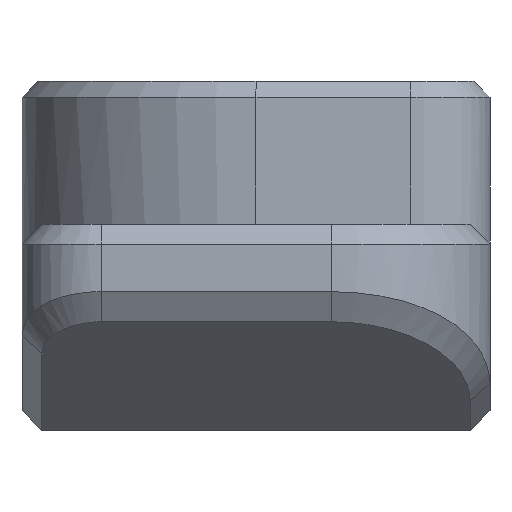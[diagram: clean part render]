
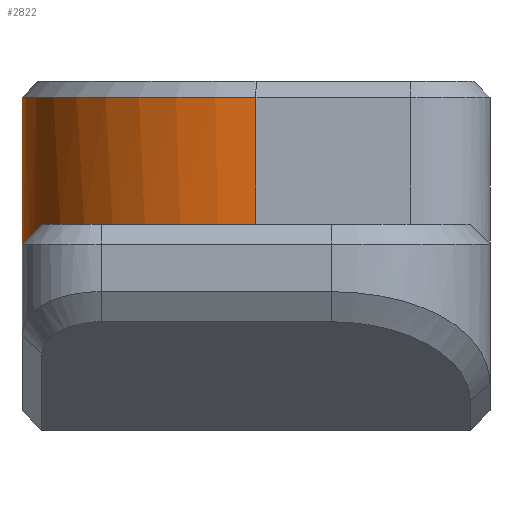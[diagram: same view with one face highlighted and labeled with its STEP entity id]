
A CAD part, left-side view. The second image highlights one B-rep face of the part: STEP entity #2822.
In plain terms, the highlighted cylindrical face has radius 2.95 mm (diameter 5.9 mm), a partial arc.
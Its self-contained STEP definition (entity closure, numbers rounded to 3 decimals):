
#557 = PLANE('',#558);
#558 = AXIS2_PLACEMENT_3D('',#559,#560,#561);
#559 = CARTESIAN_POINT('',(0.089,0.089,2.6));
#560 = DIRECTION('',(-0.,-0.,-1.));
#561 = DIRECTION('',(-1.,0.,0.));
#797 = PLANE('',#798);
#798 = AXIS2_PLACEMENT_3D('',#799,#800,#801);
#799 = CARTESIAN_POINT('',(-2.95,0.,4.4));
#800 = DIRECTION('',(-1.,0.,0.));
#801 = DIRECTION('',(0.,-1.,0.));
#1453 = EDGE_CURVE('',#1454,#1456,#1458,.T.);
#1454 = VERTEX_POINT('',#1455);
#1455 = CARTESIAN_POINT('',(-1.188,2.7,2.6));
#1456 = VERTEX_POINT('',#1457);
#1457 = CARTESIAN_POINT('',(-2.95,0.,2.6));
#1458 = SURFACE_CURVE('',#1459,(#1464,#1475),.PCURVE_S1.);
#1459 = CIRCLE('',#1460,2.95);
#1460 = AXIS2_PLACEMENT_3D('',#1461,#1462,#1463);
#1461 = CARTESIAN_POINT('',(0.,0.,2.6));
#1462 = DIRECTION('',(0.,0.,1.));
#1463 = DIRECTION('',(1.,0.,0.));
#1464 = PCURVE('',#557,#1465);
#1465 = DEFINITIONAL_REPRESENTATION('',(#1466),#1474);
#1466 = ( BOUNDED_CURVE() B_SPLINE_CURVE(2,(#1467,#1468,#1469,#1470,
#1471,#1472,#1473),.UNSPECIFIED.,.T.,.F.) B_SPLINE_CURVE_WITH_KNOTS((1,2
    ,2,2,2,1),(-2.094,0.,2.094,4.189,
6.283,8.378),.UNSPECIFIED.) CURVE() 
GEOMETRIC_REPRESENTATION_ITEM() RATIONAL_B_SPLINE_CURVE((1.,0.5,1.,0.5,
1.,0.5,1.)) REPRESENTATION_ITEM('') );
#1467 = CARTESIAN_POINT('',(-2.861,-0.089));
#1468 = CARTESIAN_POINT('',(-2.861,5.02));
#1469 = CARTESIAN_POINT('',(1.564,2.466));
#1470 = CARTESIAN_POINT('',(5.989,-0.089));
#1471 = CARTESIAN_POINT('',(1.564,-2.644));
#1472 = CARTESIAN_POINT('',(-2.861,-5.199));
#1473 = CARTESIAN_POINT('',(-2.861,-0.089));
#1474 = ( GEOMETRIC_REPRESENTATION_CONTEXT(2) 
PARAMETRIC_REPRESENTATION_CONTEXT() REPRESENTATION_CONTEXT('2D SPACE',''
  ) );
#1475 = PCURVE('',#1476,#1481);
#1476 = CYLINDRICAL_SURFACE('',#1477,2.95);
#1477 = AXIS2_PLACEMENT_3D('',#1478,#1479,#1480);
#1478 = CARTESIAN_POINT('',(0.,0.,4.4));
#1479 = DIRECTION('',(0.,0.,1.));
#1480 = DIRECTION('',(1.,0.,0.));
#1481 = DEFINITIONAL_REPRESENTATION('',(#1482),#1486);
#1482 = LINE('',#1483,#1484);
#1483 = CARTESIAN_POINT('',(0.,-1.8));
#1484 = VECTOR('',#1485,1.);
#1485 = DIRECTION('',(1.,0.));
#1486 = ( GEOMETRIC_REPRESENTATION_CONTEXT(2) 
PARAMETRIC_REPRESENTATION_CONTEXT() REPRESENTATION_CONTEXT('2D SPACE',''
  ) );
#1579 = PLANE('',#1580);
#1580 = AXIS2_PLACEMENT_3D('',#1581,#1582,#1583);
#1581 = CARTESIAN_POINT('',(-4.45,2.825,2.475));
#1582 = DIRECTION('',(0.,-0.707,-0.707));
#1583 = DIRECTION('',(1.,0.,0.));
#1812 = VERTEX_POINT('',#1813);
#1813 = CARTESIAN_POINT('',(-2.95,0.,4.2));
#1839 = EDGE_CURVE('',#1812,#1456,#1840,.T.);
#1840 = SURFACE_CURVE('',#1841,(#1845,#1852),.PCURVE_S1.);
#1841 = LINE('',#1842,#1843);
#1842 = CARTESIAN_POINT('',(-2.95,0.,4.4));
#1843 = VECTOR('',#1844,1.);
#1844 = DIRECTION('',(-0.,-0.,-1.));
#1845 = PCURVE('',#797,#1846);
#1846 = DEFINITIONAL_REPRESENTATION('',(#1847),#1851);
#1847 = LINE('',#1848,#1849);
#1848 = CARTESIAN_POINT('',(0.,0.));
#1849 = VECTOR('',#1850,1.);
#1850 = DIRECTION('',(0.,-1.));
#1851 = ( GEOMETRIC_REPRESENTATION_CONTEXT(2) 
PARAMETRIC_REPRESENTATION_CONTEXT() REPRESENTATION_CONTEXT('2D SPACE',''
  ) );
#1852 = PCURVE('',#1476,#1853);
#1853 = DEFINITIONAL_REPRESENTATION('',(#1854),#1858);
#1854 = LINE('',#1855,#1856);
#1855 = CARTESIAN_POINT('',(3.142,0.));
#1856 = VECTOR('',#1857,1.);
#1857 = DIRECTION('',(0.,-1.));
#1858 = ( GEOMETRIC_REPRESENTATION_CONTEXT(2) 
PARAMETRIC_REPRESENTATION_CONTEXT() REPRESENTATION_CONTEXT('2D SPACE',''
  ) );
#2270 = CONICAL_SURFACE('',#2271,2.95,0.785);
#2271 = AXIS2_PLACEMENT_3D('',#2272,#2273,#2274);
#2272 = CARTESIAN_POINT('',(0.,0.,4.2));
#2273 = DIRECTION('',(0.,0.,-1.));
#2274 = DIRECTION('',(0.,1.,0.));
#2755 = PLANE('',#2756);
#2756 = AXIS2_PLACEMENT_3D('',#2757,#2758,#2759);
#2757 = CARTESIAN_POINT('',(-5.45,2.95,0.));
#2758 = DIRECTION('',(0.,1.,0.));
#2759 = DIRECTION('',(1.,0.,0.));
#2822 = ADVANCED_FACE('',(#2823),#1476,.T.);
#2823 = FACE_BOUND('',#2824,.T.);
#2824 = EDGE_LOOP('',(#2825,#2826,#2827,#2851,#2874,#2897));
#2825 = ORIENTED_EDGE('',*,*,#1453,.T.);
#2826 = ORIENTED_EDGE('',*,*,#1839,.F.);
#2827 = ORIENTED_EDGE('',*,*,#2828,.F.);
#2828 = EDGE_CURVE('',#2829,#1812,#2831,.T.);
#2829 = VERTEX_POINT('',#2830);
#2830 = CARTESIAN_POINT('',(0.,2.95,4.2));
#2831 = SURFACE_CURVE('',#2832,(#2837,#2844),.PCURVE_S1.);
#2832 = CIRCLE('',#2833,2.95);
#2833 = AXIS2_PLACEMENT_3D('',#2834,#2835,#2836);
#2834 = CARTESIAN_POINT('',(0.,0.,4.2));
#2835 = DIRECTION('',(0.,-0.,1.));
#2836 = DIRECTION('',(0.,1.,0.));
#2837 = PCURVE('',#1476,#2838);
#2838 = DEFINITIONAL_REPRESENTATION('',(#2839),#2843);
#2839 = LINE('',#2840,#2841);
#2840 = CARTESIAN_POINT('',(1.571,-0.2));
#2841 = VECTOR('',#2842,1.);
#2842 = DIRECTION('',(1.,0.));
#2843 = ( GEOMETRIC_REPRESENTATION_CONTEXT(2) 
PARAMETRIC_REPRESENTATION_CONTEXT() REPRESENTATION_CONTEXT('2D SPACE',''
  ) );
#2844 = PCURVE('',#2270,#2845);
#2845 = DEFINITIONAL_REPRESENTATION('',(#2846),#2850);
#2846 = LINE('',#2847,#2848);
#2847 = CARTESIAN_POINT('',(-0.,0.));
#2848 = VECTOR('',#2849,1.);
#2849 = DIRECTION('',(-1.,0.));
#2850 = ( GEOMETRIC_REPRESENTATION_CONTEXT(2) 
PARAMETRIC_REPRESENTATION_CONTEXT() REPRESENTATION_CONTEXT('2D SPACE',''
  ) );
#2851 = ORIENTED_EDGE('',*,*,#2852,.T.);
#2852 = EDGE_CURVE('',#2829,#2853,#2855,.T.);
#2853 = VERTEX_POINT('',#2854);
#2854 = CARTESIAN_POINT('',(0.,2.95,2.6));
#2855 = SURFACE_CURVE('',#2856,(#2860,#2867),.PCURVE_S1.);
#2856 = LINE('',#2857,#2858);
#2857 = CARTESIAN_POINT('',(0.,2.95,4.4));
#2858 = VECTOR('',#2859,1.);
#2859 = DIRECTION('',(-0.,-0.,-1.));
#2860 = PCURVE('',#1476,#2861);
#2861 = DEFINITIONAL_REPRESENTATION('',(#2862),#2866);
#2862 = LINE('',#2863,#2864);
#2863 = CARTESIAN_POINT('',(1.571,0.));
#2864 = VECTOR('',#2865,1.);
#2865 = DIRECTION('',(0.,-1.));
#2866 = ( GEOMETRIC_REPRESENTATION_CONTEXT(2) 
PARAMETRIC_REPRESENTATION_CONTEXT() REPRESENTATION_CONTEXT('2D SPACE',''
  ) );
#2867 = PCURVE('',#2755,#2868);
#2868 = DEFINITIONAL_REPRESENTATION('',(#2869),#2873);
#2869 = LINE('',#2870,#2871);
#2870 = CARTESIAN_POINT('',(5.45,-4.4));
#2871 = VECTOR('',#2872,1.);
#2872 = DIRECTION('',(0.,1.));
#2873 = ( GEOMETRIC_REPRESENTATION_CONTEXT(2) 
PARAMETRIC_REPRESENTATION_CONTEXT() REPRESENTATION_CONTEXT('2D SPACE',''
  ) );
#2874 = ORIENTED_EDGE('',*,*,#2875,.T.);
#2875 = EDGE_CURVE('',#2853,#2876,#2878,.T.);
#2876 = VERTEX_POINT('',#2877);
#2877 = CARTESIAN_POINT('',(0.,2.95,2.35));
#2878 = SURFACE_CURVE('',#2879,(#2883,#2890),.PCURVE_S1.);
#2879 = LINE('',#2880,#2881);
#2880 = CARTESIAN_POINT('',(0.,2.95,4.4));
#2881 = VECTOR('',#2882,1.);
#2882 = DIRECTION('',(-0.,-0.,-1.));
#2883 = PCURVE('',#1476,#2884);
#2884 = DEFINITIONAL_REPRESENTATION('',(#2885),#2889);
#2885 = LINE('',#2886,#2887);
#2886 = CARTESIAN_POINT('',(1.571,0.));
#2887 = VECTOR('',#2888,1.);
#2888 = DIRECTION('',(0.,-1.));
#2889 = ( GEOMETRIC_REPRESENTATION_CONTEXT(2) 
PARAMETRIC_REPRESENTATION_CONTEXT() REPRESENTATION_CONTEXT('2D SPACE',''
  ) );
#2890 = PCURVE('',#2755,#2891);
#2891 = DEFINITIONAL_REPRESENTATION('',(#2892),#2896);
#2892 = LINE('',#2893,#2894);
#2893 = CARTESIAN_POINT('',(5.45,-4.4));
#2894 = VECTOR('',#2895,1.);
#2895 = DIRECTION('',(0.,1.));
#2896 = ( GEOMETRIC_REPRESENTATION_CONTEXT(2) 
PARAMETRIC_REPRESENTATION_CONTEXT() REPRESENTATION_CONTEXT('2D SPACE',''
  ) );
#2897 = ORIENTED_EDGE('',*,*,#2898,.T.);
#2898 = EDGE_CURVE('',#2876,#1454,#2899,.T.);
#2899 = SURFACE_CURVE('',#2900,(#2905,#2915),.PCURVE_S1.);
#2900 = ELLIPSE('',#2901,4.172,2.95);
#2901 = AXIS2_PLACEMENT_3D('',#2902,#2903,#2904);
#2902 = CARTESIAN_POINT('',(0.,0.,5.3));
#2903 = DIRECTION('',(-0.,0.707,0.707));
#2904 = DIRECTION('',(0.,-0.707,0.707));
#2905 = PCURVE('',#1476,#2906);
#2906 = DEFINITIONAL_REPRESENTATION('',(#2907),#2914);
#2907 = B_SPLINE_CURVE_WITH_KNOTS('',5,(#2908,#2909,#2910,#2911,#2912,
    #2913),.UNSPECIFIED.,.F.,.F.,(6,6),(3.142,3.556),
  .PIECEWISE_BEZIER_KNOTS.);
#2908 = CARTESIAN_POINT('',(1.571,-2.05));
#2909 = CARTESIAN_POINT('',(1.654,-2.05));
#2910 = CARTESIAN_POINT('',(1.737,-2.025));
#2911 = CARTESIAN_POINT('',(1.82,-1.974));
#2912 = CARTESIAN_POINT('',(1.903,-1.899));
#2913 = CARTESIAN_POINT('',(1.985,-1.8));
#2914 = ( GEOMETRIC_REPRESENTATION_CONTEXT(2) 
PARAMETRIC_REPRESENTATION_CONTEXT() REPRESENTATION_CONTEXT('2D SPACE',''
  ) );
#2915 = PCURVE('',#1579,#2916);
#2916 = DEFINITIONAL_REPRESENTATION('',(#2917),#2925);
#2917 = ( BOUNDED_CURVE() B_SPLINE_CURVE(2,(#2918,#2919,#2920,#2921,
#2922,#2923,#2924),.UNSPECIFIED.,.T.,.F.) B_SPLINE_CURVE_WITH_KNOTS((1,2
    ,2,2,2,1),(-2.094,0.,2.094,4.189,
6.283,8.378),.UNSPECIFIED.) CURVE() 
GEOMETRIC_REPRESENTATION_ITEM() RATIONAL_B_SPLINE_CURVE((1.,0.5,1.,0.5,
1.,0.5,1.)) REPRESENTATION_ITEM('') );
#2918 = CARTESIAN_POINT('',(4.45,8.167));
#2919 = CARTESIAN_POINT('',(9.56,8.167));
#2920 = CARTESIAN_POINT('',(7.005,1.909));
#2921 = CARTESIAN_POINT('',(4.45,-4.349));
#2922 = CARTESIAN_POINT('',(1.895,1.909));
#2923 = CARTESIAN_POINT('',(-0.66,8.167));
#2924 = CARTESIAN_POINT('',(4.45,8.167));
#2925 = ( GEOMETRIC_REPRESENTATION_CONTEXT(2) 
PARAMETRIC_REPRESENTATION_CONTEXT() REPRESENTATION_CONTEXT('2D SPACE',''
  ) );
